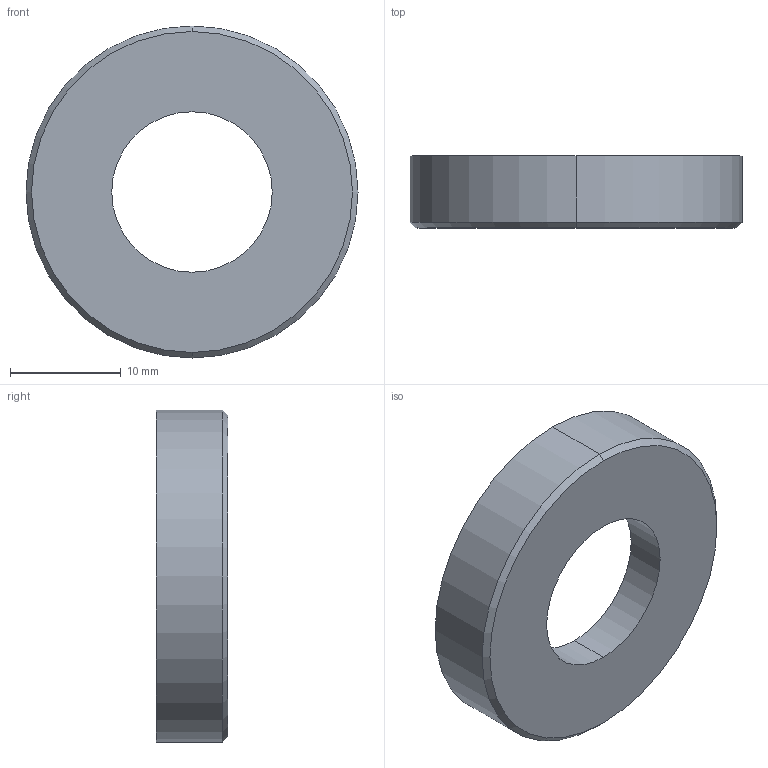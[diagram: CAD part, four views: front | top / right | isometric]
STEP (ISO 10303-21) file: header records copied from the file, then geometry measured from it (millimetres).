
FILE_DESCRIPTION (( 'STEP AP214' ), '1' );
FILE_NAME ('803-212F.step', '2010-01-20T09:05:25', ( 'sysAdmin' ), ( 'SolidWorks' ), 'SwSTEP 2.0', 'SolidWorks 2010', '' );
FILE_SCHEMA (( 'AUTOMOTIVE_DESIGN' ));
Length unit declared in the file: millimetre
Products named in the file (2): 803-212F_803F_803-212F; 803-212F
Assembly tree (1 placements, depth 2):
  803-212F
    803-212F_803F_803-212F
Bounding box: 30 x 6.5 x 30 mm (x, y, z)
Volume: 2764.2 mm3; surface area: 1875.9 mm2
Topology: 1 solids, 1 shells, 10 faces, 22 edges, 14 vertices
Faces by surface type: cylinder 4, sphere 2, cone 2, plane 2
Entity records: 356 total; most frequent: DIRECTION 66, CARTESIAN_POINT 50, ORIENTED_EDGE 44, AXIS2_PLACEMENT_3D 30, EDGE_CURVE 22, CIRCLE 16, VERTEX_POINT 14, EDGE_LOOP 12
